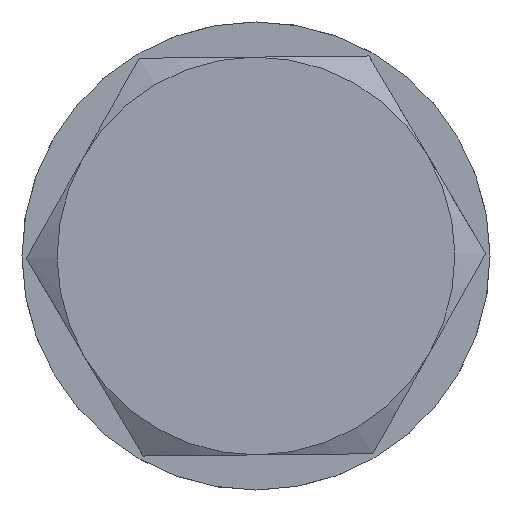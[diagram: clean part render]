
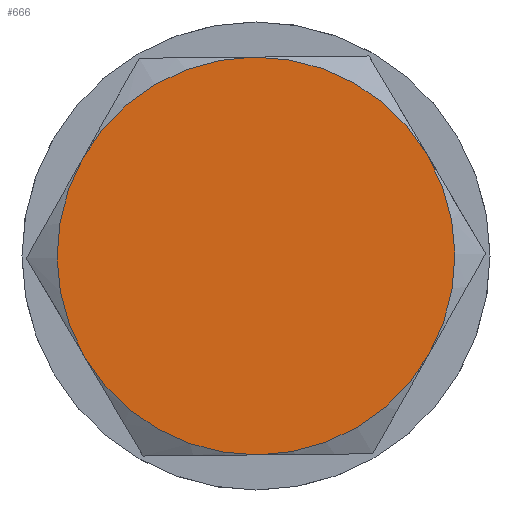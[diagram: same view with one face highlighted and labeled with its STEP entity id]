
A CAD part, left-side view. The second image highlights one B-rep face of the part: STEP entity #666.
In plain terms, the highlighted planar face has unit normal (-1, 0, 0).
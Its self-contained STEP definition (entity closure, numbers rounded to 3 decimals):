
#23 = EDGE_LOOP ( 'NONE', ( #1948, #1795, #823, #886, #695, #761 ) ) ;
#32 = DIRECTION ( 'NONE',  ( 1., 0., 0. ) ) ;
#65 = CARTESIAN_POINT ( 'NONE',  ( 0., 0., 8.5 ) ) ;
#93 = CIRCLE ( 'NONE', #2039, 8.5 ) ;
#138 = CIRCLE ( 'NONE', #1763, 8.5 ) ;
#161 = VERTEX_POINT ( 'NONE', #1801 ) ;
#272 = DIRECTION ( 'NONE',  ( 1., 0., 0. ) ) ;
#305 = DIRECTION ( 'NONE',  ( 0., 0., 1. ) ) ;
#426 = DIRECTION ( 'NONE',  ( 0., 0., -1. ) ) ;
#427 = DIRECTION ( 'NONE',  ( 0., 0., -1. ) ) ;
#443 = CARTESIAN_POINT ( 'NONE',  ( 0., 0., 0. ) ) ;
#450 = DIRECTION ( 'NONE',  ( 1., 0., 0. ) ) ;
#457 = VERTEX_POINT ( 'NONE', #1447 ) ;
#461 = AXIS2_PLACEMENT_3D ( 'NONE', #1650, #272, #426 ) ;
#582 = DIRECTION ( 'NONE',  ( 0., 0., -1. ) ) ;
#601 = EDGE_CURVE ( 'NONE', #782, #457, #138, .T. ) ;
#605 = DIRECTION ( 'NONE',  ( 0., 0., -1. ) ) ;
#657 = EDGE_CURVE ( 'NONE', #658, #161, #802, .T. ) ;
#658 = VERTEX_POINT ( 'NONE', #65 ) ;
#666 = ADVANCED_FACE ( 'NONE', ( #687 ), #835, .F. ) ;
#676 = VERTEX_POINT ( 'NONE', #708 ) ;
#687 = FACE_OUTER_BOUND ( 'NONE', #23, .T. ) ;
#695 = ORIENTED_EDGE ( 'NONE', *, *, #1716, .T. ) ;
#708 = CARTESIAN_POINT ( 'NONE',  ( 0., 7.361, 4.25 ) ) ;
#761 = ORIENTED_EDGE ( 'NONE', *, *, #2019, .F. ) ;
#782 = VERTEX_POINT ( 'NONE', #1193 ) ;
#802 = CIRCLE ( 'NONE', #1075, 8.5 ) ;
#823 = ORIENTED_EDGE ( 'NONE', *, *, #1766, .F. ) ;
#835 = PLANE ( 'NONE',  #461 ) ;
#886 = ORIENTED_EDGE ( 'NONE', *, *, #657, .F. ) ;
#993 = DIRECTION ( 'NONE',  ( 1., 0., 0. ) ) ;
#1063 = CIRCLE ( 'NONE', #1491, 8.5 ) ;
#1066 = CARTESIAN_POINT ( 'NONE',  ( 0., 0., 0. ) ) ;
#1075 = AXIS2_PLACEMENT_3D ( 'NONE', #443, #1687, #427 ) ;
#1097 = DIRECTION ( 'NONE',  ( 0., 0., -1. ) ) ;
#1152 = CARTESIAN_POINT ( 'NONE',  ( 0., -7.361, -4.25 ) ) ;
#1193 = CARTESIAN_POINT ( 'NONE',  ( 0., 0., -8.5 ) ) ;
#1205 = CARTESIAN_POINT ( 'NONE',  ( 0., 0., 0. ) ) ;
#1228 = CARTESIAN_POINT ( 'NONE',  ( 0., 0., 0. ) ) ;
#1294 = CIRCLE ( 'NONE', #1452, 8.5 ) ;
#1304 = VERTEX_POINT ( 'NONE', #1152 ) ;
#1305 = DIRECTION ( 'NONE',  ( 0., 0., -1. ) ) ;
#1328 = AXIS2_PLACEMENT_3D ( 'NONE', #1599, #32, #1097 ) ;
#1447 = CARTESIAN_POINT ( 'NONE',  ( 0., 7.361, -4.25 ) ) ;
#1452 = AXIS2_PLACEMENT_3D ( 'NONE', #1205, #1531, #305 ) ;
#1491 = AXIS2_PLACEMENT_3D ( 'NONE', #1228, #450, #582 ) ;
#1526 = CIRCLE ( 'NONE', #1328, 8.5 ) ;
#1531 = DIRECTION ( 'NONE',  ( -1., 0., 0. ) ) ;
#1599 = CARTESIAN_POINT ( 'NONE',  ( 0., 0., 0. ) ) ;
#1641 = EDGE_CURVE ( 'NONE', #1304, #782, #1063, .T. ) ;
#1650 = CARTESIAN_POINT ( 'NONE',  ( 0., 9.815, 0. ) ) ;
#1687 = DIRECTION ( 'NONE',  ( 1., 0., 0. ) ) ;
#1716 = EDGE_CURVE ( 'NONE', #658, #676, #1294, .T. ) ;
#1763 = AXIS2_PLACEMENT_3D ( 'NONE', #1820, #993, #1305 ) ;
#1766 = EDGE_CURVE ( 'NONE', #161, #1304, #1526, .T. ) ;
#1795 = ORIENTED_EDGE ( 'NONE', *, *, #1641, .F. ) ;
#1801 = CARTESIAN_POINT ( 'NONE',  ( 0., -7.361, 4.25 ) ) ;
#1820 = CARTESIAN_POINT ( 'NONE',  ( 0., 0., 0. ) ) ;
#1827 = DIRECTION ( 'NONE',  ( 1., 0., 0. ) ) ;
#1948 = ORIENTED_EDGE ( 'NONE', *, *, #601, .F. ) ;
#2019 = EDGE_CURVE ( 'NONE', #457, #676, #93, .T. ) ;
#2039 = AXIS2_PLACEMENT_3D ( 'NONE', #1066, #1827, #605 ) ;
